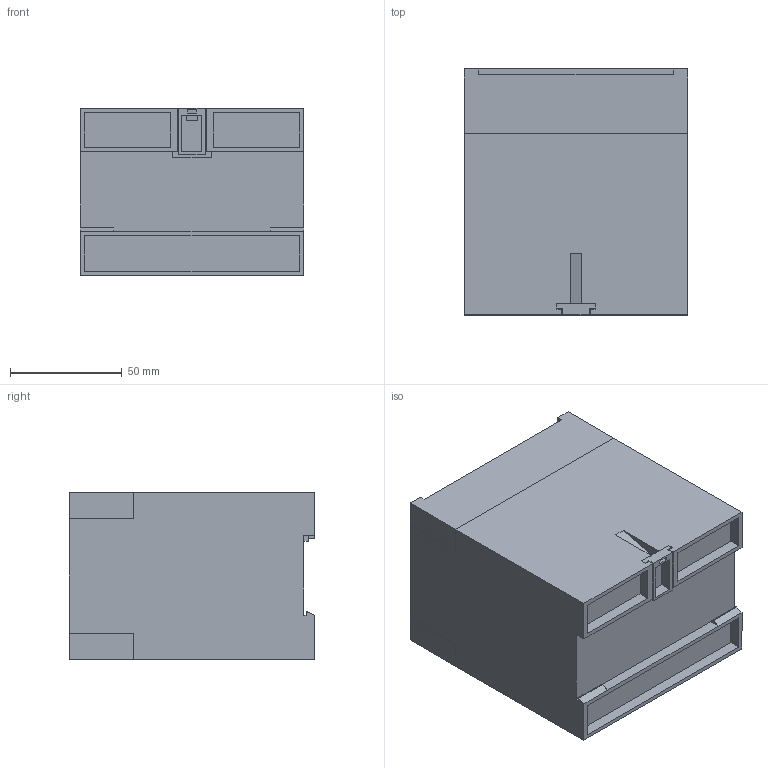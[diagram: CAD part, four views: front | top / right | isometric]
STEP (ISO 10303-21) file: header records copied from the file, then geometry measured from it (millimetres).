
FILE_DESCRIPTION (( 'STEP AP214' ), '1' );
FILE_NAME ('9466-ET Model.STEP', '2017-09-01T09:25:07', ( '' ), ( '' ), 'SwSTEP 2.0', 'SolidWorks 2016', '' );
FILE_SCHEMA (( 'AUTOMOTIVE_DESIGN' ));
Length unit declared in the file: millimetre
Products named in the file (1): 9466-ET Model
Bounding box: 100 x 110 x 75 mm (x, y, z)
Volume: 789158.2 mm3; surface area: 77876.7 mm2
Topology: 5 solids, 5 shells, 203 faces, 505 edges, 336 vertices
Faces by surface type: plane 171, cylinder 32
Entity records: 6177 total; most frequent: CARTESIAN_POINT 1045, ORIENTED_EDGE 1010, DIRECTION 977, EDGE_CURVE 505, LINE 441, VECTOR 441, VERTEX_POINT 336, AXIS2_PLACEMENT_3D 268
